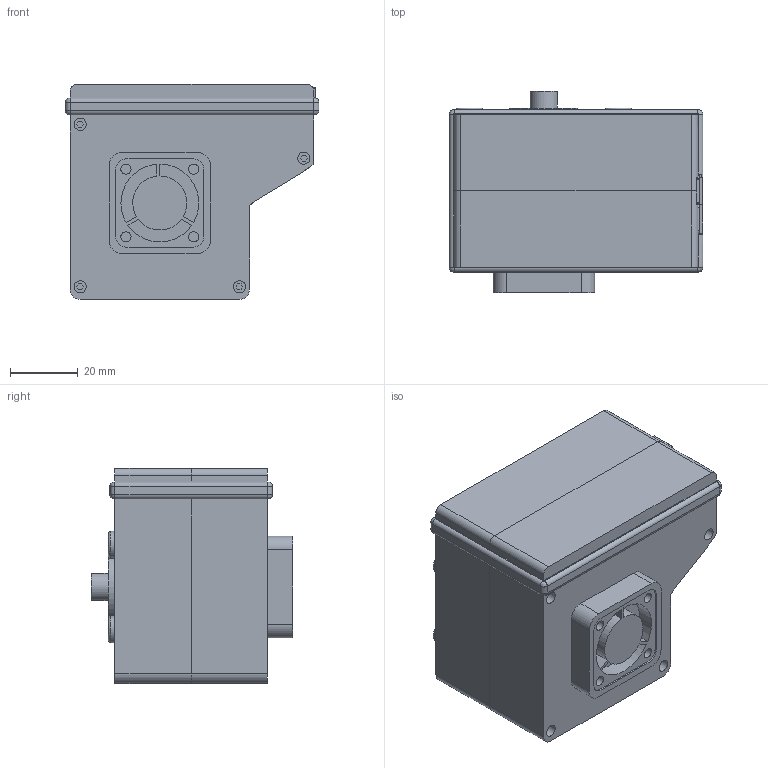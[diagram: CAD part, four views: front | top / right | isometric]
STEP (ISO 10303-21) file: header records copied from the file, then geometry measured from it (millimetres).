
FILE_DESCRIPTION(('FreeCAD Model'),'2;1');
FILE_NAME('opc_n3.step', '2019-11-05T17:49:06',('Author'),(''), 'Open CASCADE STEP processor 7.2','FreeCAD','Unknown');
FILE_SCHEMA(('AUTOMOTIVE_DESIGN { 1 0 10303 214 1 1 1 1 }'));
Length unit declared in the file: millimetre
Products named in the file (1): SPI
Bounding box: 75 x 59.5 x 63.5 mm (x, y, z)
Volume: 182899.9 mm3; surface area: 23943.5 mm2
Topology: 1 solids, 1 shells, 270 faces, 629 edges, 407 vertices
Faces by surface type: plane 175, cylinder 77, revolution 12, torus 4, extrusion 2
Full cylindrical faces by diameter (mm): 3 x4, 3.6 x8, 4 x1, 5 x4, 6 x1, 8 x5, 20 x1
Entity records: 16049 total; most frequent: CARTESIAN_POINT 3114, DIRECTION 2452, VECTOR 1475, LINE 1473, ORIENTED_EDGE 1258, PCURVE 1258, DEFINITIONAL_REPRESENTATION 1258, EDGE_CURVE 629
